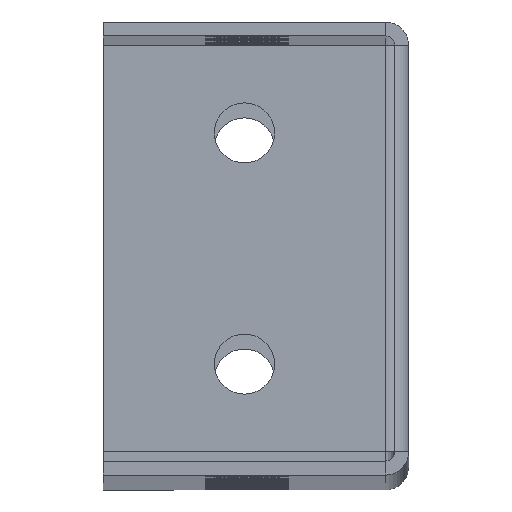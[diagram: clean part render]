
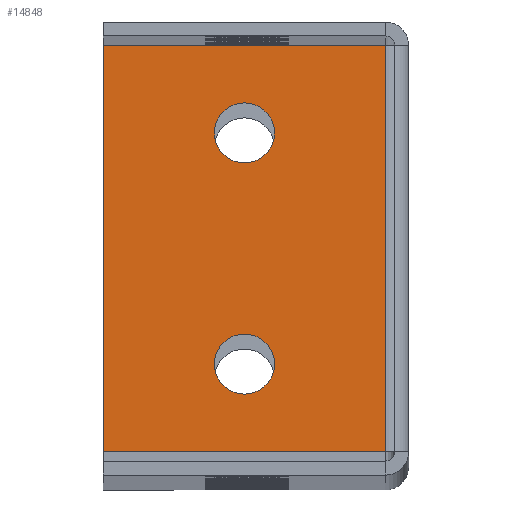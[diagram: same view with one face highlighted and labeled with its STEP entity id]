
A CAD part, top view. The second image highlights one B-rep face of the part: STEP entity #14848.
In plain terms, the highlighted planar face has unit normal (0, 0, 1).
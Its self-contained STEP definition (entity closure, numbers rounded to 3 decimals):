
#172 = DIRECTION ( 'NONE',  ( -1., 0., 0. ) ) ;
#203 = AXIS2_PLACEMENT_3D ( 'NONE', #17451, #17584, #19337 ) ;
#327 = DIRECTION ( 'NONE',  ( 0., 0., -1. ) ) ;
#642 = VERTEX_POINT ( 'NONE', #7759 ) ;
#842 = DIRECTION ( 'NONE',  ( -1., 0., 0. ) ) ;
#928 = DIRECTION ( 'NONE',  ( 0., 0., -1. ) ) ;
#1329 = CARTESIAN_POINT ( 'NONE',  ( 0., 0., 926.5 ) ) ;
#1378 = DIRECTION ( 'NONE',  ( 0., 0., -1. ) ) ;
#1632 = EDGE_CURVE ( 'NONE', #8982, #8941, #9148, .T. ) ;
#1868 = PLANE ( 'NONE',  #21908 ) ;
#2224 = CARTESIAN_POINT ( 'NONE',  ( -11., -2.5, 926.5 ) ) ;
#2440 = CARTESIAN_POINT ( 'NONE',  ( 0., -2.5, 926.5 ) ) ;
#2447 = DIRECTION ( 'NONE',  ( -1., 0., 0. ) ) ;
#2658 = CARTESIAN_POINT ( 'NONE',  ( 7.5, -37., 926.5 ) ) ;
#3141 = CIRCLE ( 'NONE', #8018, 3.25 ) ;
#3536 = VECTOR ( 'NONE', #22000, 1000. ) ;
#3800 = VERTEX_POINT ( 'NONE', #10277 ) ;
#3850 = LINE ( 'NONE', #19950, #3536 ) ;
#4295 = ORIENTED_EDGE ( 'NONE', *, *, #19484, .T. ) ;
#4798 = ORIENTED_EDGE ( 'NONE', *, *, #13144, .T. ) ;
#5426 = ORIENTED_EDGE ( 'NONE', *, *, #20835, .T. ) ;
#6022 = ORIENTED_EDGE ( 'NONE', *, *, #12674, .T. ) ;
#6504 = CIRCLE ( 'NONE', #12898, 3.25 ) ;
#6507 = EDGE_LOOP ( 'NONE', ( #4295, #4798 ) ) ;
#6654 = ORIENTED_EDGE ( 'NONE', *, *, #1632, .F. ) ;
#7243 = VECTOR ( 'NONE', #12252, 1000. ) ;
#7312 = LINE ( 'NONE', #10182, #7243 ) ;
#7341 = ORIENTED_EDGE ( 'NONE', *, *, #21371, .T. ) ;
#7759 = CARTESIAN_POINT ( 'NONE',  ( 1., -37., 926.5 ) ) ;
#7806 = CARTESIAN_POINT ( 'NONE',  ( 19.5, -46.5, 926.5 ) ) ;
#8018 = AXIS2_PLACEMENT_3D ( 'NONE', #12375, #1378, #20620 ) ;
#8361 = VERTEX_POINT ( 'NONE', #15929 ) ;
#8576 = VERTEX_POINT ( 'NONE', #20236 ) ;
#8865 = CARTESIAN_POINT ( 'NONE',  ( 19.5, -2.5, 926.5 ) ) ;
#8941 = VERTEX_POINT ( 'NONE', #7806 ) ;
#8982 = VERTEX_POINT ( 'NONE', #8865 ) ;
#9088 = VECTOR ( 'NONE', #13566, 1000. ) ;
#9148 = LINE ( 'NONE', #15637, #9088 ) ;
#9506 = VECTOR ( 'NONE', #172, 1000. ) ;
#10182 = CARTESIAN_POINT ( 'NONE',  ( 0., -46.5, 926.5 ) ) ;
#10277 = CARTESIAN_POINT ( 'NONE',  ( -11., -46.5, 926.5 ) ) ;
#10551 = ORIENTED_EDGE ( 'NONE', *, *, #17362, .T. ) ;
#11065 = VERTEX_POINT ( 'NONE', #2658 ) ;
#12008 = CIRCLE ( 'NONE', #14592, 3.25 ) ;
#12252 = DIRECTION ( 'NONE',  ( 1., 0., 0. ) ) ;
#12375 = CARTESIAN_POINT ( 'NONE',  ( 4.25, -12., 926.5 ) ) ;
#12674 = EDGE_CURVE ( 'NONE', #8576, #8361, #16492, .T. ) ;
#12898 = AXIS2_PLACEMENT_3D ( 'NONE', #17218, #17351, #17291 ) ;
#13144 = EDGE_CURVE ( 'NONE', #11065, #642, #6504, .T. ) ;
#13265 = ORIENTED_EDGE ( 'NONE', *, *, #16742, .T. ) ;
#13566 = DIRECTION ( 'NONE',  ( 0., -1., 0. ) ) ;
#14592 = AXIS2_PLACEMENT_3D ( 'NONE', #22374, #327, #2447 ) ;
#14848 = ADVANCED_FACE ( 'NONE', ( #17562, #17823, #17614 ), #1868, .F. ) ;
#15637 = CARTESIAN_POINT ( 'NONE',  ( 19.5, -46.5, 926.5 ) ) ;
#15929 = CARTESIAN_POINT ( 'NONE',  ( 1., -12., 926.5 ) ) ;
#16492 = CIRCLE ( 'NONE', #203, 3.25 ) ;
#16742 = EDGE_CURVE ( 'NONE', #3800, #8941, #7312, .T. ) ;
#17218 = CARTESIAN_POINT ( 'NONE',  ( 4.25, -37., 926.5 ) ) ;
#17291 = DIRECTION ( 'NONE',  ( -1., 0., 0. ) ) ;
#17351 = DIRECTION ( 'NONE',  ( 0., 0., -1. ) ) ;
#17362 = EDGE_CURVE ( 'NONE', #20215, #3800, #3850, .T. ) ;
#17451 = CARTESIAN_POINT ( 'NONE',  ( 4.25, -12., 926.5 ) ) ;
#17562 = FACE_BOUND ( 'NONE', #6507, .T. ) ;
#17584 = DIRECTION ( 'NONE',  ( 0., 0., -1. ) ) ;
#17614 = FACE_OUTER_BOUND ( 'NONE', #19250, .T. ) ;
#17823 = FACE_BOUND ( 'NONE', #18431, .T. ) ;
#18431 = EDGE_LOOP ( 'NONE', ( #5426, #6022 ) ) ;
#19250 = EDGE_LOOP ( 'NONE', ( #6654, #7341, #10551, #13265 ) ) ;
#19337 = DIRECTION ( 'NONE',  ( -1., 0., 0. ) ) ;
#19484 = EDGE_CURVE ( 'NONE', #642, #11065, #12008, .T. ) ;
#19950 = CARTESIAN_POINT ( 'NONE',  ( -11., 0., 926.5 ) ) ;
#20215 = VERTEX_POINT ( 'NONE', #2224 ) ;
#20236 = CARTESIAN_POINT ( 'NONE',  ( 7.5, -12., 926.5 ) ) ;
#20620 = DIRECTION ( 'NONE',  ( -1., 0., 0. ) ) ;
#20835 = EDGE_CURVE ( 'NONE', #8361, #8576, #3141, .T. ) ;
#21371 = EDGE_CURVE ( 'NONE', #8982, #20215, #21678, .T. ) ;
#21678 = LINE ( 'NONE', #2440, #9506 ) ;
#21908 = AXIS2_PLACEMENT_3D ( 'NONE', #1329, #928, #842 ) ;
#22000 = DIRECTION ( 'NONE',  ( 0., -1., 0. ) ) ;
#22374 = CARTESIAN_POINT ( 'NONE',  ( 4.25, -37., 926.5 ) ) ;
